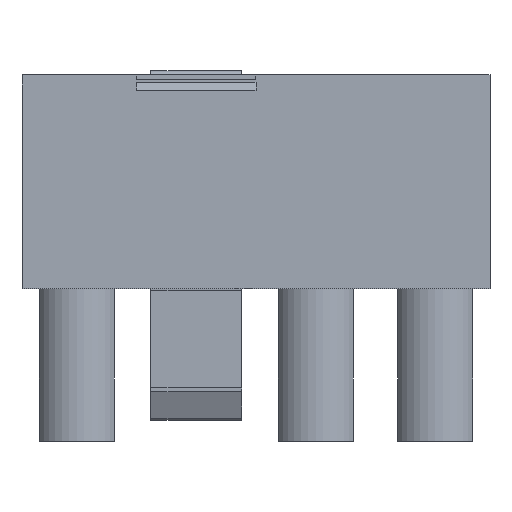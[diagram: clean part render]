
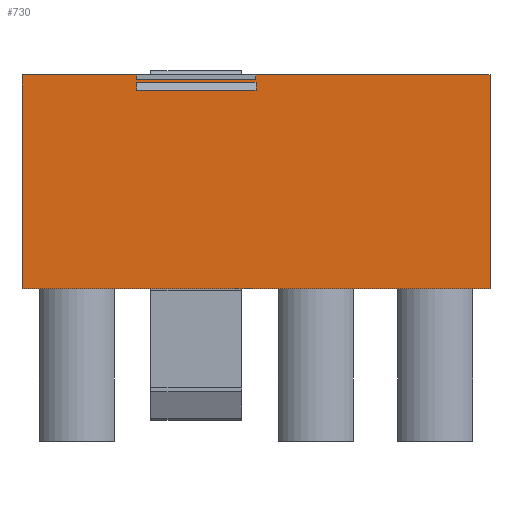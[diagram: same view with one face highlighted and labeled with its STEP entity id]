
A CAD part, front view. The second image highlights one B-rep face of the part: STEP entity #730.
In plain terms, the highlighted planar face has unit normal (0, -1, 0).
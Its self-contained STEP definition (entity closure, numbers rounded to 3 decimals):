
#655=AXIS2_PLACEMENT_3D('Plane Axis2P3D',#652,#653,#654) ;
#36=CARTESIAN_POINT('Line Origine',(22.395,0.5,23.375)) ;
#40=CARTESIAN_POINT('Vertex',(29.86,0.5,23.375)) ;
#42=CARTESIAN_POINT('Vertex',(14.93,0.5,23.375)) ;
#119=CARTESIAN_POINT('Vertex',(0.,0.5,23.375)) ;
#122=CARTESIAN_POINT('Line Origine',(3.655,0.5,23.375)) ;
#126=CARTESIAN_POINT('Vertex',(7.31,0.5,23.375)) ;
#400=CARTESIAN_POINT('Vertex',(29.86,0.5,9.75)) ;
#403=CARTESIAN_POINT('Line Origine',(14.93,0.5,9.75)) ;
#407=CARTESIAN_POINT('Vertex',(0.,0.5,9.75)) ;
#652=CARTESIAN_POINT('Axis2P3D Location',(0.,0.5,23.375)) ;
#657=CARTESIAN_POINT('Line Origine',(0.,0.5,16.563)) ;
#662=CARTESIAN_POINT('Line Origine',(29.86,0.5,16.563)) ;
#667=CARTESIAN_POINT('Line Origine',(14.93,0.5,23.238)) ;
#671=CARTESIAN_POINT('Vertex',(14.93,0.5,23.1)) ;
#674=CARTESIAN_POINT('Line Origine',(11.12,0.5,23.1)) ;
#678=CARTESIAN_POINT('Vertex',(7.31,0.5,23.1)) ;
#681=CARTESIAN_POINT('Line Origine',(7.31,0.5,23.238)) ;
#696=CARTESIAN_POINT('Line Origine',(11.12,0.5,22.9)) ;
#700=CARTESIAN_POINT('Vertex',(7.31,0.5,22.9)) ;
#702=CARTESIAN_POINT('Vertex',(14.93,0.5,22.9)) ;
#705=CARTESIAN_POINT('Line Origine',(14.93,0.5,22.65)) ;
#709=CARTESIAN_POINT('Vertex',(14.93,0.5,22.4)) ;
#712=CARTESIAN_POINT('Line Origine',(11.12,0.5,22.4)) ;
#716=CARTESIAN_POINT('Vertex',(7.31,0.5,22.4)) ;
#719=CARTESIAN_POINT('Line Origine',(7.31,0.5,22.65)) ;
#37=DIRECTION('Vector Direction',(1.,0.,0.)) ;
#123=DIRECTION('Vector Direction',(1.,0.,0.)) ;
#404=DIRECTION('Vector Direction',(1.,0.,0.)) ;
#653=DIRECTION('Axis2P3D Direction',(0.,-1.,0.)) ;
#654=DIRECTION('Axis2P3D XDirection',(0.,0.,-1.)) ;
#658=DIRECTION('Vector Direction',(0.,0.,-1.)) ;
#663=DIRECTION('Vector Direction',(0.,0.,-1.)) ;
#668=DIRECTION('Vector Direction',(0.,0.,-1.)) ;
#675=DIRECTION('Vector Direction',(-1.,0.,0.)) ;
#682=DIRECTION('Vector Direction',(0.,0.,-1.)) ;
#697=DIRECTION('Vector Direction',(1.,0.,0.)) ;
#706=DIRECTION('Vector Direction',(0.,0.,-1.)) ;
#713=DIRECTION('Vector Direction',(1.,0.,0.)) ;
#720=DIRECTION('Vector Direction',(0.,0.,-1.)) ;
#38=VECTOR('Line Direction',#37,1.) ;
#124=VECTOR('Line Direction',#123,1.) ;
#405=VECTOR('Line Direction',#404,1.) ;
#659=VECTOR('Line Direction',#658,1.) ;
#664=VECTOR('Line Direction',#663,1.) ;
#669=VECTOR('Line Direction',#668,1.) ;
#676=VECTOR('Line Direction',#675,1.) ;
#683=VECTOR('Line Direction',#682,1.) ;
#698=VECTOR('Line Direction',#697,1.) ;
#707=VECTOR('Line Direction',#706,1.) ;
#714=VECTOR('Line Direction',#713,1.) ;
#721=VECTOR('Line Direction',#720,1.) ;
#687=ORIENTED_EDGE('',*,*,#128,.T.) ;
#688=ORIENTED_EDGE('',*,*,#661,.F.) ;
#689=ORIENTED_EDGE('',*,*,#409,.F.) ;
#690=ORIENTED_EDGE('',*,*,#666,.T.) ;
#691=ORIENTED_EDGE('',*,*,#44,.T.) ;
#692=ORIENTED_EDGE('',*,*,#673,.T.) ;
#693=ORIENTED_EDGE('',*,*,#680,.F.) ;
#694=ORIENTED_EDGE('',*,*,#685,.F.) ;
#725=ORIENTED_EDGE('',*,*,#704,.T.) ;
#726=ORIENTED_EDGE('',*,*,#711,.F.) ;
#727=ORIENTED_EDGE('',*,*,#718,.F.) ;
#728=ORIENTED_EDGE('',*,*,#723,.T.) ;
#729=FACE_BOUND('',#724,.T.) ;
#730=ADVANCED_FACE('HOUSING',(#695,#729),#656,.T.) ;
#44=EDGE_CURVE('',#41,#43,#39,.F.) ;
#128=EDGE_CURVE('',#127,#120,#125,.F.) ;
#409=EDGE_CURVE('',#401,#408,#406,.F.) ;
#661=EDGE_CURVE('',#408,#120,#660,.F.) ;
#666=EDGE_CURVE('',#401,#41,#665,.F.) ;
#673=EDGE_CURVE('',#43,#672,#670,.T.) ;
#680=EDGE_CURVE('',#679,#672,#677,.F.) ;
#685=EDGE_CURVE('',#127,#679,#684,.T.) ;
#704=EDGE_CURVE('',#701,#703,#699,.T.) ;
#711=EDGE_CURVE('',#710,#703,#708,.F.) ;
#718=EDGE_CURVE('',#717,#710,#715,.T.) ;
#723=EDGE_CURVE('',#717,#701,#722,.F.) ;
#686=EDGE_LOOP('',(#687,#688,#689,#690,#691,#692,#693,#694)) ;
#724=EDGE_LOOP('',(#725,#726,#727,#728)) ;
#695=FACE_OUTER_BOUND('',#686,.T.) ;
#39=LINE('Line',#36,#38) ;
#125=LINE('Line',#122,#124) ;
#406=LINE('Line',#403,#405) ;
#660=LINE('Line',#657,#659) ;
#665=LINE('Line',#662,#664) ;
#670=LINE('Line',#667,#669) ;
#677=LINE('Line',#674,#676) ;
#684=LINE('Line',#681,#683) ;
#699=LINE('Line',#696,#698) ;
#708=LINE('Line',#705,#707) ;
#715=LINE('Line',#712,#714) ;
#722=LINE('Line',#719,#721) ;
#656=PLANE('',#655) ;
#41=VERTEX_POINT('',#40) ;
#43=VERTEX_POINT('',#42) ;
#120=VERTEX_POINT('',#119) ;
#127=VERTEX_POINT('',#126) ;
#401=VERTEX_POINT('',#400) ;
#408=VERTEX_POINT('',#407) ;
#672=VERTEX_POINT('',#671) ;
#679=VERTEX_POINT('',#678) ;
#701=VERTEX_POINT('',#700) ;
#703=VERTEX_POINT('',#702) ;
#710=VERTEX_POINT('',#709) ;
#717=VERTEX_POINT('',#716) ;
